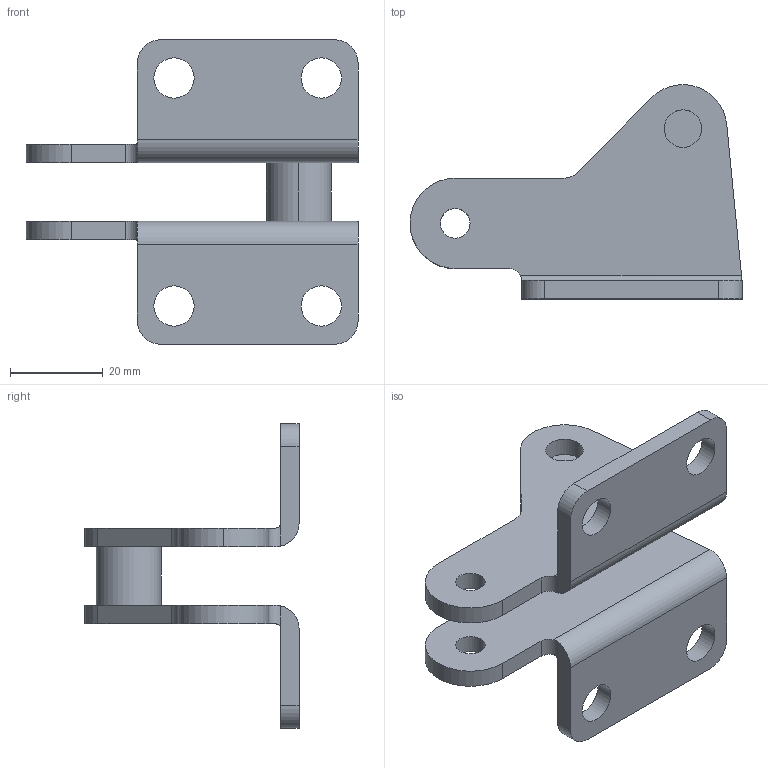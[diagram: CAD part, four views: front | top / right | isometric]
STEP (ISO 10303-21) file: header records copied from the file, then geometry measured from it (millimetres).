
FILE_DESCRIPTION (( 'STEP AP214' ), '1' );
FILE_NAME ('GH-40371-LP(Â²¤Æ).STEP', '2020-07-09T01:41:09', ( 'LinWei' ), ( '' ), 'SwSTEP 2.0', 'SolidWorks 2016', '' );
FILE_SCHEMA (( 'AUTOMOTIVE_DESIGN' ));
Length unit declared in the file: millimetre
Products named in the file (2): Group1^GH-40371-LP(簡化); GH-40371-LP(簡化)
Assembly tree (1 placements, depth 2):
  GH-40371-LP(簡化)
    Group1^GH-40371-LP(簡化)
Bounding box: 71.65 x 46.22 x 65.7 mm (x, y, z)
Volume: 25364.3 mm3; surface area: 14717.9 mm2
Topology: 1 solids, 1 shells, 58 faces, 153 edges, 100 vertices
Faces by surface type: cylinder 33, plane 25
Entity records: 1915 total; most frequent: CARTESIAN_POINT 347, DIRECTION 333, ORIENTED_EDGE 306, EDGE_CURVE 153, AXIS2_PLACEMENT_3D 126, VERTEX_POINT 100, VECTOR 81, LINE 81
